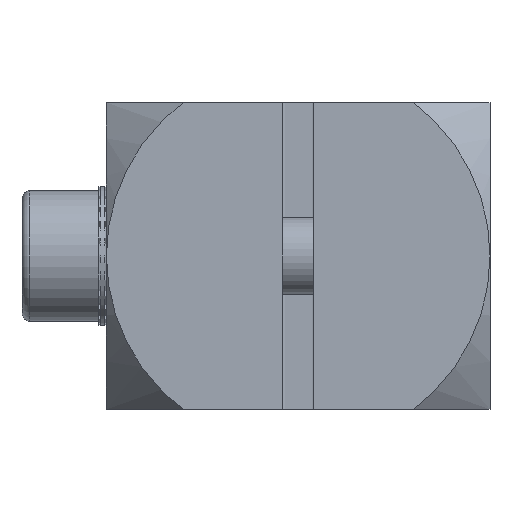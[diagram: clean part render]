
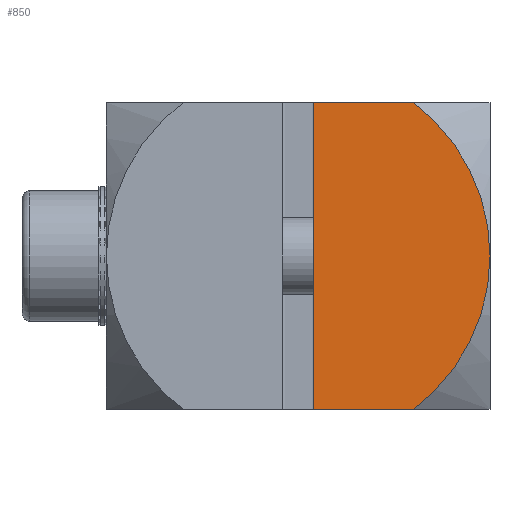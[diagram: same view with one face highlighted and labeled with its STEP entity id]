
A CAD part, front view. The second image highlights one B-rep face of the part: STEP entity #850.
In plain terms, the highlighted planar face has unit normal (0, -1, 0).
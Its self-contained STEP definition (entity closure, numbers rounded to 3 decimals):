
#850=ADVANCED_FACE('',(#1606),#1607,.F.);
#1606=FACE_OUTER_BOUND('',#2336,.T.);
#1607=PLANE('',#2337);
#2336=EDGE_LOOP('',(#4521,#4522,#4523,#4524,#4525));
#2337=AXIS2_PLACEMENT_3D('',#4526,#4527,#4528);
#4521=ORIENTED_EDGE('',*,*,#5423,.F.);
#4522=ORIENTED_EDGE('',*,*,#5410,.F.);
#4523=ORIENTED_EDGE('',*,*,#5451,.F.);
#4524=ORIENTED_EDGE('',*,*,#5452,.F.);
#4525=ORIENTED_EDGE('',*,*,#5453,.F.);
#4526=CARTESIAN_POINT('',(-12.5,0.0,10.0));
#4527=DIRECTION('',(0.0,1.0,0.0));
#4528=DIRECTION('',(0.0,0.0,1.0));
#5410=EDGE_CURVE('',#6705,#6707,#6708,.T.);
#5423=EDGE_CURVE('',#6707,#6729,#6730,.T.);
#5451=EDGE_CURVE('',#6723,#6705,#6766,.T.);
#5452=EDGE_CURVE('',#6767,#6723,#6768,.T.);
#5453=EDGE_CURVE('',#6729,#6767,#6769,.T.);
#6705=VERTEX_POINT('',#8535);
#6707=VERTEX_POINT('',#8544);
#6708=LINE('',#8545,#8546);
#6723=VERTEX_POINT('',#8570);
#6729=VERTEX_POINT('',#8598);
#6730=LINE('',#8599,#8600);
#6766=CIRCLE('',#8642,12.5);
#6767=VERTEX_POINT('',#8643);
#6768=CIRCLE('',#8644,12.5);
#6769=LINE('',#8645,#8646);
#8535=CARTESIAN_POINT('',(7.5,0.,-10.0));
#8544=CARTESIAN_POINT('',(1.,0.0,-10.0));
#8545=CARTESIAN_POINT('',(12.5,0.0,-10.0));
#8546=VECTOR('',#9688,1.0);
#8570=CARTESIAN_POINT('',(12.5,0.,0.));
#8598=CARTESIAN_POINT('',(1.,0.0,10.0));
#8599=CARTESIAN_POINT('',(1.,0.0,10.0));
#8600=VECTOR('',#9702,1.0);
#8642=AXIS2_PLACEMENT_3D('',#9736,#9737,#9738);
#8643=CARTESIAN_POINT('',(7.5,0.,10.0));
#8644=AXIS2_PLACEMENT_3D('',#9739,#9740,#9741);
#8645=CARTESIAN_POINT('',(-12.5,0.0,10.0));
#8646=VECTOR('',#9742,1.0);
#9688=DIRECTION('',(-1.0,0.0,0.));
#9702=DIRECTION('',(0.,0.0,1.0));
#9736=CARTESIAN_POINT('',(0.,0.0,0.));
#9737=DIRECTION('',(0.0,1.0,0.0));
#9738=DIRECTION('',(0.0,0.0,1.0));
#9739=CARTESIAN_POINT('',(0.,0.0,0.));
#9740=DIRECTION('',(0.0,1.0,0.0));
#9741=DIRECTION('',(0.0,0.0,1.0));
#9742=DIRECTION('',(1.0,0.0,0.0));
